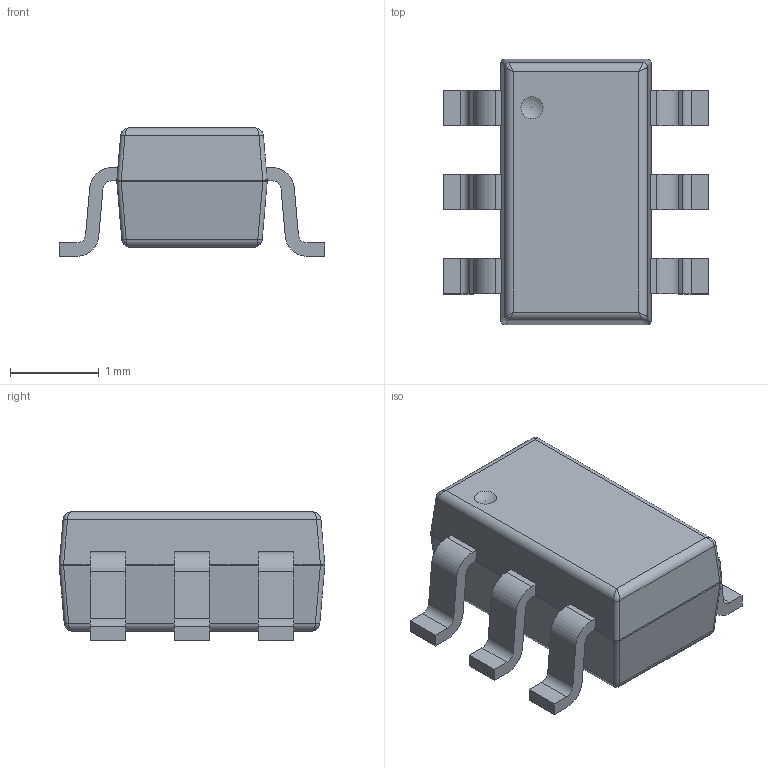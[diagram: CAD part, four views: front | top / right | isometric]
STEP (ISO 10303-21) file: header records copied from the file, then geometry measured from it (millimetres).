
FILE_DESCRIPTION(('FreeCAD Model'),'2;1');
FILE_NAME('SOT-23-6.step','2017-04-23T14:25:34',( 'Author'),(''),'Open CASCADE STEP processor 6.8','FreeCAD','Unknown' );
FILE_SCHEMA(('AUTOMOTIVE_DESIGN_CC2 { 1 2 10303 214 -1 1 5 4 }'));
Length unit declared in the file: millimetre
Products named in the file (2): ASSEMBLY; SOT-23-6
Assembly tree (1 placements, depth 2):
  ASSEMBLY
    SOT-23-6
Bounding box: 3 x 3 x 1.45 mm (x, y, z)
Volume: 7 mm3; surface area: 29.5 mm2
Topology: 1 solids, 1 shells, 121 faces, 325 edges, 198 vertices
Faces by surface type: plane 64, cylinder 44, bspline 12, sphere 1
Entity records: 13927 total; most frequent: CARTESIAN_POINT 7327, DIRECTION 888, ORIENTED_EDGE 632, PCURVE 632, DEFINITIONAL_REPRESENTATION 632, LINE 514, VECTOR 514, EDGE_CURVE 316
